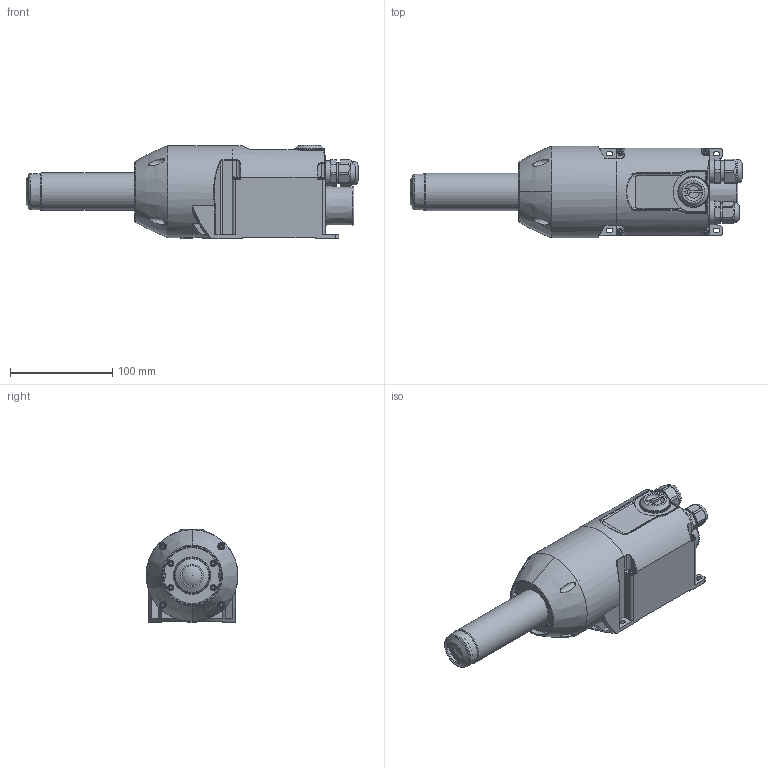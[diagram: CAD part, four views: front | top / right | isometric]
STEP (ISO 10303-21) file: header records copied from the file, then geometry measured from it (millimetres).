
FILE_DESCRIPTION( ( 'Unknown' ), '1' );
FILE_NAME( 'MISTRAL PREMIUM LK B.stp', 'Unknown', ( 'Unknown' ), ( 'Unknown' ), 'PSStep 14.0', 'Unknown', ' ' );
FILE_SCHEMA( ( 'AUTOMOTIVE_DESIGN { 1 0 10303 214 1 1 1 1 }' ) );
Length unit declared in the file: millimetre
Products named in the file (1): MISTRALKLEIN_SW0001
Bounding box: 325.25 x 90 x 91.2 mm (x, y, z)
Volume: 1298212.3 mm3; surface area: 106630.6 mm2
Topology: 1 solids, 1 shells, 865 faces, 2398 edges, 1571 vertices
Faces by surface type: plane 437, cylinder 349, torus 30, bspline 25, cone 21, sphere 3
Full cylindrical faces by diameter (mm): 6.1 x12, 7 x4, 10 x1, 13.5 x1, 17.5 x1, 20.6 x1, 22 x1, 23 x1, 24 x2, 30.291 x1, 36.5 x1, 90 x1
Entity records: 38015 total; most frequent: CARTESIAN_POINT 9382, ORIENTED_EDGE 4630, DIRECTION 4454, EDGE_CURVE 2315, AXIS2_PLACEMENT_3D 1660, VERTEX_POINT 1543, LINE 1134, VECTOR 1134
